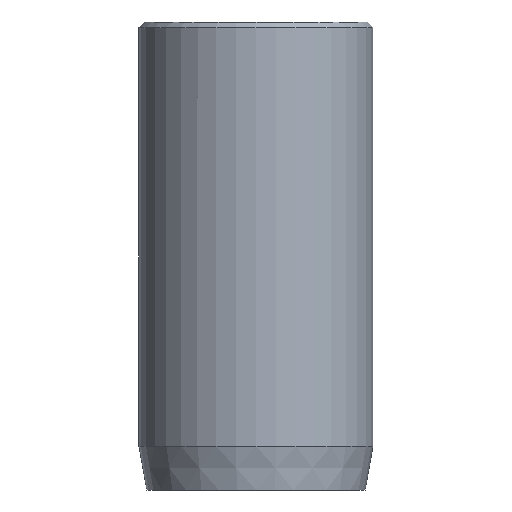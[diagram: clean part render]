
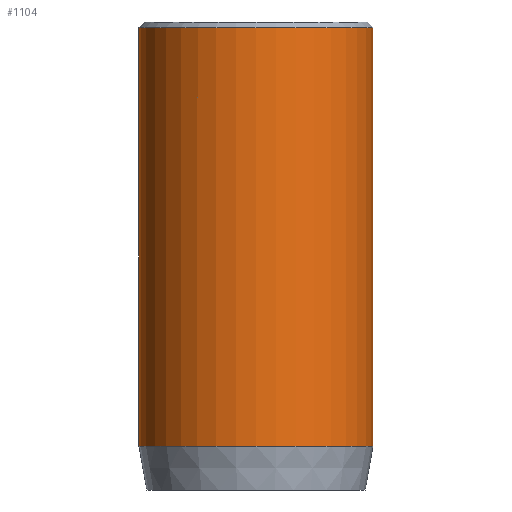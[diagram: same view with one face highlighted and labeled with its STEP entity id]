
A CAD part, front view. The second image highlights one B-rep face of the part: STEP entity #1104.
In plain terms, the highlighted cylindrical face has radius 4 mm (diameter 8 mm), a partial arc.
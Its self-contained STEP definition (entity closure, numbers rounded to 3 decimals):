
#23 = CARTESIAN_POINT ( 'NONE',  ( 4., 0., 16. ) ) ;
#30 = VERTEX_POINT ( 'NONE', #180 ) ;
#40 = AXIS2_PLACEMENT_3D ( 'NONE', #507, #517, #891 ) ;
#46 = VERTEX_POINT ( 'NONE', #52 ) ;
#52 = CARTESIAN_POINT ( 'NONE',  ( 4., 0., 1.5 ) ) ;
#58 = VECTOR ( 'NONE', #485, 1000. ) ;
#68 = CARTESIAN_POINT ( 'NONE',  ( -4., 0., 16. ) ) ;
#84 = EDGE_LOOP ( 'NONE', ( #328, #261, #160, #1206 ) ) ;
#94 = FACE_OUTER_BOUND ( 'NONE', #84, .T. ) ;
#160 = ORIENTED_EDGE ( 'NONE', *, *, #401, .T. ) ;
#180 = CARTESIAN_POINT ( 'NONE',  ( 4., 0., 15.8 ) ) ;
#261 = ORIENTED_EDGE ( 'NONE', *, *, #1185, .T. ) ;
#286 = DIRECTION ( 'NONE',  ( 0., 0., 1. ) ) ;
#293 = CARTESIAN_POINT ( 'NONE',  ( 0., 0., 1.5 ) ) ;
#328 = ORIENTED_EDGE ( 'NONE', *, *, #599, .F. ) ;
#401 = EDGE_CURVE ( 'NONE', #774, #598, #784, .T. ) ;
#471 = DIRECTION ( 'NONE',  ( 1., 0., 0. ) ) ;
#485 = DIRECTION ( 'NONE',  ( 0., 0., -1. ) ) ;
#505 = CARTESIAN_POINT ( 'NONE',  ( -4., 0., 1.5 ) ) ;
#507 = CARTESIAN_POINT ( 'NONE',  ( 0., 0., 15.8 ) ) ;
#517 = DIRECTION ( 'NONE',  ( 0., 0., -1. ) ) ;
#579 = CYLINDRICAL_SURFACE ( 'NONE', #1126, 4. ) ;
#593 = AXIS2_PLACEMENT_3D ( 'NONE', #293, #286, #471 ) ;
#598 = VERTEX_POINT ( 'NONE', #505 ) ;
#599 = EDGE_CURVE ( 'NONE', #30, #46, #1052, .T. ) ;
#652 = CARTESIAN_POINT ( 'NONE',  ( -4., 0., 15.8 ) ) ;
#686 = DIRECTION ( 'NONE',  ( 0., 0., -1. ) ) ;
#716 = DIRECTION ( 'NONE',  ( 0., 0., -1. ) ) ;
#734 = DIRECTION ( 'NONE',  ( -1., 0., 0. ) ) ;
#755 = VECTOR ( 'NONE', #716, 1000. ) ;
#774 = VERTEX_POINT ( 'NONE', #652 ) ;
#784 = LINE ( 'NONE', #68, #755 ) ;
#801 = CARTESIAN_POINT ( 'NONE',  ( 0., 0., 16. ) ) ;
#818 = CIRCLE ( 'NONE', #40, 4. ) ;
#891 = DIRECTION ( 'NONE',  ( 1., 0., 0. ) ) ;
#954 = EDGE_CURVE ( 'NONE', #598, #46, #1160, .T. ) ;
#1052 = LINE ( 'NONE', #23, #58 ) ;
#1104 = ADVANCED_FACE ( 'NONE', ( #94 ), #579, .T. ) ;
#1126 = AXIS2_PLACEMENT_3D ( 'NONE', #801, #686, #734 ) ;
#1160 = CIRCLE ( 'NONE', #593, 4. ) ;
#1185 = EDGE_CURVE ( 'NONE', #30, #774, #818, .T. ) ;
#1206 = ORIENTED_EDGE ( 'NONE', *, *, #954, .T. ) ;
